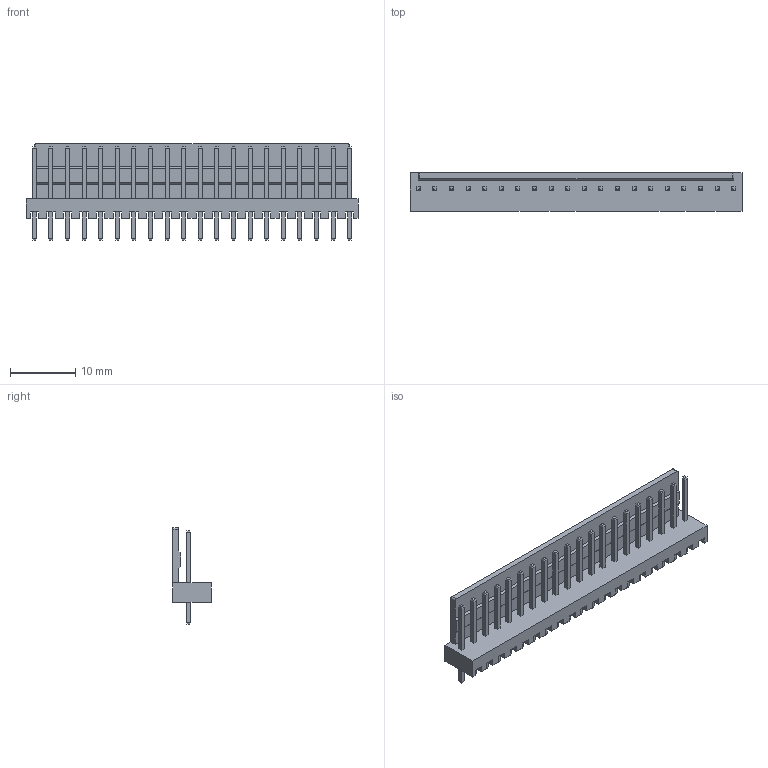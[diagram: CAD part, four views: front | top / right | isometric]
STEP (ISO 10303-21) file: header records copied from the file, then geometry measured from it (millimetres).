
FILE_DESCRIPTION (( 'STEP AP214' ), '1' );
FILE_NAME ('User Library-DS1070-20 (WF-20 CONNFLY).STEP', '2019-01-04T09:19:59', ( '' ), ( '' ), 'SwSTEP 2.0', 'SolidWorks 2018', '' );
FILE_SCHEMA (( 'AUTOMOTIVE_DESIGN' ));
Length unit declared in the file: millimetre
Products named in the file (1): User Library-DS1070-20 (WF-20 CONNFLY)
Bounding box: 50.8 x 5.9 x 14.7 mm (x, y, z)
Volume: 1244.8 mm3; surface area: 2581 mm2
Topology: 1 solids, 1 shells, 456 faces, 1082 edges, 668 vertices
Faces by surface type: plane 454, cylinder 2
Entity records: 13740 total; most frequent: CARTESIAN_POINT 2207, ORIENTED_EDGE 2164, DIRECTION 2000, EDGE_CURVE 1082, LINE 1078, VECTOR 1078, VERTEX_POINT 668, EDGE_LOOP 496
